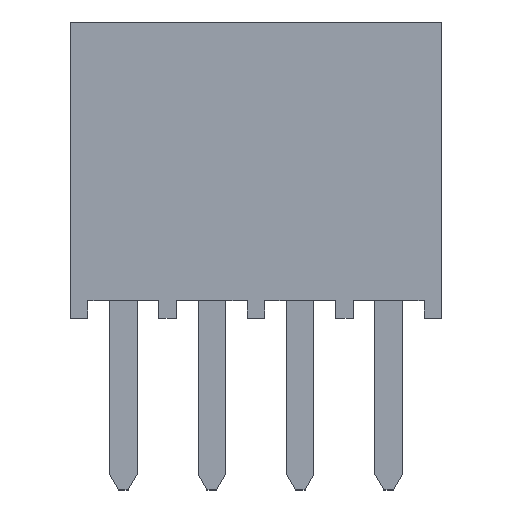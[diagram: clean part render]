
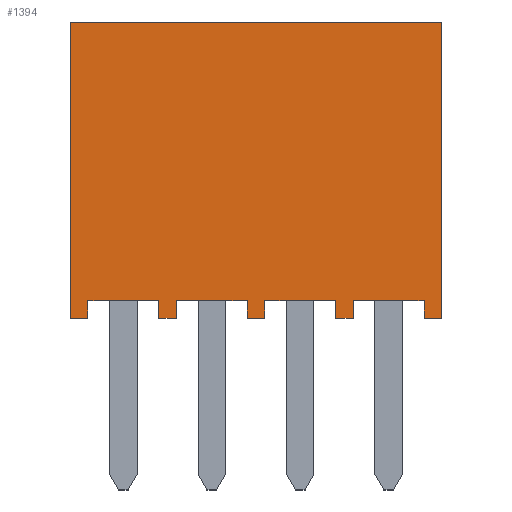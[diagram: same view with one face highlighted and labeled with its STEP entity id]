
A CAD part, top view. The second image highlights one B-rep face of the part: STEP entity #1394.
In plain terms, the highlighted planar face has unit normal (0, 0, 1).
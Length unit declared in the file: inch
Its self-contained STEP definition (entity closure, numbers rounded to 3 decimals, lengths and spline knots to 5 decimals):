
#219=ORIENTED_EDGE('',*,*,#519,.F.);
#220=ORIENTED_EDGE('',*,*,#520,.T.);
#221=ORIENTED_EDGE('',*,*,#521,.F.);
#222=ORIENTED_EDGE('',*,*,#522,.F.);
#223=ORIENTED_EDGE('',*,*,#523,.T.);
#224=ORIENTED_EDGE('',*,*,#524,.T.);
#225=ORIENTED_EDGE('',*,*,#525,.F.);
#226=ORIENTED_EDGE('',*,*,#526,.F.);
#227=ORIENTED_EDGE('',*,*,#527,.F.);
#228=ORIENTED_EDGE('',*,*,#528,.T.);
#229=ORIENTED_EDGE('',*,*,#529,.F.);
#230=ORIENTED_EDGE('',*,*,#530,.F.);
#231=ORIENTED_EDGE('',*,*,#531,.F.);
#232=ORIENTED_EDGE('',*,*,#532,.T.);
#233=ORIENTED_EDGE('',*,*,#533,.F.);
#234=ORIENTED_EDGE('',*,*,#534,.F.);
#235=ORIENTED_EDGE('',*,*,#535,.F.);
#236=ORIENTED_EDGE('',*,*,#536,.T.);
#237=ORIENTED_EDGE('',*,*,#537,.F.);
#238=ORIENTED_EDGE('',*,*,#538,.F.);
#519=EDGE_CURVE('',#683,#684,#839,.T.);
#520=EDGE_CURVE('',#683,#685,#840,.T.);
#521=EDGE_CURVE('',#686,#685,#841,.T.);
#522=EDGE_CURVE('',#687,#686,#842,.T.);
#523=EDGE_CURVE('',#687,#688,#843,.T.);
#524=EDGE_CURVE('',#688,#689,#844,.T.);
#525=EDGE_CURVE('',#690,#689,#845,.T.);
#526=EDGE_CURVE('',#691,#690,#846,.T.);
#527=EDGE_CURVE('',#692,#691,#847,.T.);
#528=EDGE_CURVE('',#692,#693,#848,.T.);
#529=EDGE_CURVE('',#694,#693,#849,.T.);
#530=EDGE_CURVE('',#695,#694,#850,.T.);
#531=EDGE_CURVE('',#696,#695,#851,.T.);
#532=EDGE_CURVE('',#696,#697,#852,.T.);
#533=EDGE_CURVE('',#698,#697,#853,.T.);
#534=EDGE_CURVE('',#699,#698,#854,.T.);
#535=EDGE_CURVE('',#700,#699,#855,.T.);
#536=EDGE_CURVE('',#700,#701,#856,.T.);
#537=EDGE_CURVE('',#702,#701,#857,.T.);
#538=EDGE_CURVE('',#684,#702,#858,.T.);
#683=VERTEX_POINT('',#2092);
#684=VERTEX_POINT('',#2093);
#685=VERTEX_POINT('',#2095);
#686=VERTEX_POINT('',#2097);
#687=VERTEX_POINT('',#2099);
#688=VERTEX_POINT('',#2101);
#689=VERTEX_POINT('',#2103);
#690=VERTEX_POINT('',#2105);
#691=VERTEX_POINT('',#2107);
#692=VERTEX_POINT('',#2109);
#693=VERTEX_POINT('',#2111);
#694=VERTEX_POINT('',#2113);
#695=VERTEX_POINT('',#2115);
#696=VERTEX_POINT('',#2117);
#697=VERTEX_POINT('',#2119);
#698=VERTEX_POINT('',#2121);
#699=VERTEX_POINT('',#2123);
#700=VERTEX_POINT('',#2125);
#701=VERTEX_POINT('',#2127);
#702=VERTEX_POINT('',#2129);
#839=LINE('',#2091,#1031);
#840=LINE('',#2094,#1032);
#841=LINE('',#2096,#1033);
#842=LINE('',#2098,#1034);
#843=LINE('',#2100,#1035);
#844=LINE('',#2102,#1036);
#845=LINE('',#2104,#1037);
#846=LINE('',#2106,#1038);
#847=LINE('',#2108,#1039);
#848=LINE('',#2110,#1040);
#849=LINE('',#2112,#1041);
#850=LINE('',#2114,#1042);
#851=LINE('',#2116,#1043);
#852=LINE('',#2118,#1044);
#853=LINE('',#2120,#1045);
#854=LINE('',#2122,#1046);
#855=LINE('',#2124,#1047);
#856=LINE('',#2126,#1048);
#857=LINE('',#2128,#1049);
#858=LINE('',#2130,#1050);
#1031=VECTOR('',#1711,39.37008);
#1032=VECTOR('',#1712,39.37008);
#1033=VECTOR('',#1713,39.37008);
#1034=VECTOR('',#1714,39.37008);
#1035=VECTOR('',#1715,39.37008);
#1036=VECTOR('',#1716,39.37008);
#1037=VECTOR('',#1717,39.37008);
#1038=VECTOR('',#1718,39.37008);
#1039=VECTOR('',#1719,39.37008);
#1040=VECTOR('',#1720,39.37008);
#1041=VECTOR('',#1721,39.37008);
#1042=VECTOR('',#1722,39.37008);
#1043=VECTOR('',#1723,39.37008);
#1044=VECTOR('',#1724,39.37008);
#1045=VECTOR('',#1725,39.37008);
#1046=VECTOR('',#1726,39.37008);
#1047=VECTOR('',#1727,39.37008);
#1048=VECTOR('',#1728,39.37008);
#1049=VECTOR('',#1729,39.37008);
#1050=VECTOR('',#1730,39.37008);
#1158=EDGE_LOOP('',(#219,#220,#221,#222,#223,#224,#225,#226,#227,#228,#229,
#230,#231,#232,#233,#234,#235,#236,#237,#238));
#1242=FACE_BOUND('',#1158,.T.);
#1322=PLANE('',#1493);
#1394=ADVANCED_FACE('',(#1242),#1322,.F.);
#1493=AXIS2_PLACEMENT_3D('',#2090,#1709,#1710);
#1709=DIRECTION('',(0.,0.,-1.));
#1710=DIRECTION('',(-1.,0.,0.));
#1711=DIRECTION('',(0.,1.,0.));
#1712=DIRECTION('',(1.,0.,0.));
#1713=DIRECTION('',(0.,-1.,0.));
#1714=DIRECTION('',(1.,0.,0.));
#1715=DIRECTION('',(0.,-1.,0.));
#1716=DIRECTION('',(1.,0.,0.));
#1717=DIRECTION('',(0.,-1.,0.));
#1718=DIRECTION('',(-1.,0.,0.));
#1719=DIRECTION('',(0.,1.,0.));
#1720=DIRECTION('',(1.,0.,0.));
#1721=DIRECTION('',(0.,-1.,0.));
#1722=DIRECTION('',(-1.,0.,0.));
#1723=DIRECTION('',(0.,1.,0.));
#1724=DIRECTION('',(1.,0.,0.));
#1725=DIRECTION('',(0.,-1.,0.));
#1726=DIRECTION('',(-1.,0.,0.));
#1727=DIRECTION('',(0.,1.,0.));
#1728=DIRECTION('',(1.,0.,0.));
#1729=DIRECTION('',(0.,-1.,0.));
#1730=DIRECTION('',(-1.,0.,0.));
#2090=CARTESIAN_POINT('',(-0.21,0.335,0.0475));
#2091=CARTESIAN_POINT('',(0.19,0.335,0.0475));
#2092=CARTESIAN_POINT('',(0.19,0.,0.0475));
#2093=CARTESIAN_POINT('',(0.19,0.02,0.0475));
#2094=CARTESIAN_POINT('',(-0.21,0.,0.0475));
#2095=CARTESIAN_POINT('',(0.21,0.,0.0475));
#2096=CARTESIAN_POINT('',(0.21,0.335,0.0475));
#2097=CARTESIAN_POINT('',(0.21,0.335,0.0475));
#2098=CARTESIAN_POINT('',(-0.21,0.335,0.0475));
#2099=CARTESIAN_POINT('',(-0.21,0.335,0.0475));
#2100=CARTESIAN_POINT('',(-0.21,0.335,0.0475));
#2101=CARTESIAN_POINT('',(-0.21,0.,0.0475));
#2102=CARTESIAN_POINT('',(-0.21,0.,0.0475));
#2103=CARTESIAN_POINT('',(-0.19,0.,0.0475));
#2104=CARTESIAN_POINT('',(-0.19,0.335,0.0475));
#2105=CARTESIAN_POINT('',(-0.19,0.02,0.0475));
#2106=CARTESIAN_POINT('',(-0.21,0.02,0.0475));
#2107=CARTESIAN_POINT('',(-0.11,0.02,0.0475));
#2108=CARTESIAN_POINT('',(-0.11,0.335,0.0475));
#2109=CARTESIAN_POINT('',(-0.11,0.,0.0475));
#2110=CARTESIAN_POINT('',(-0.21,0.,0.0475));
#2111=CARTESIAN_POINT('',(-0.09,0.,0.0475));
#2112=CARTESIAN_POINT('',(-0.09,0.335,0.0475));
#2113=CARTESIAN_POINT('',(-0.09,0.02,0.0475));
#2114=CARTESIAN_POINT('',(-0.21,0.02,0.0475));
#2115=CARTESIAN_POINT('',(-0.01,0.02,0.0475));
#2116=CARTESIAN_POINT('',(-0.01,0.335,0.0475));
#2117=CARTESIAN_POINT('',(-0.01,0.,0.0475));
#2118=CARTESIAN_POINT('',(-0.21,0.,0.0475));
#2119=CARTESIAN_POINT('',(0.01,0.,0.0475));
#2120=CARTESIAN_POINT('',(0.01,0.335,0.0475));
#2121=CARTESIAN_POINT('',(0.01,0.02,0.0475));
#2122=CARTESIAN_POINT('',(-0.21,0.02,0.0475));
#2123=CARTESIAN_POINT('',(0.09,0.02,0.0475));
#2124=CARTESIAN_POINT('',(0.09,0.335,0.0475));
#2125=CARTESIAN_POINT('',(0.09,0.,0.0475));
#2126=CARTESIAN_POINT('',(-0.21,0.,0.0475));
#2127=CARTESIAN_POINT('',(0.11,0.,0.0475));
#2128=CARTESIAN_POINT('',(0.11,0.335,0.0475));
#2129=CARTESIAN_POINT('',(0.11,0.02,0.0475));
#2130=CARTESIAN_POINT('',(-0.21,0.02,0.0475));
